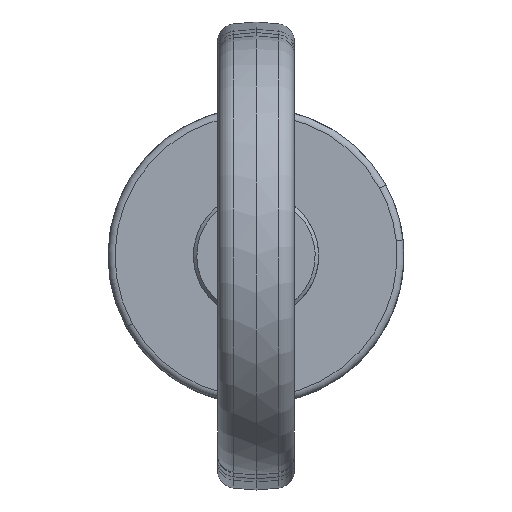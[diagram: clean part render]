
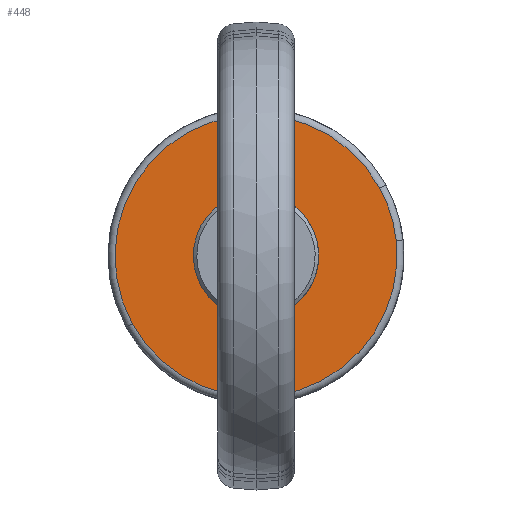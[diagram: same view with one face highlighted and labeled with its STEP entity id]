
A CAD part, top view. The second image highlights one B-rep face of the part: STEP entity #448.
In plain terms, the highlighted planar face has unit normal (0, 0, 1).
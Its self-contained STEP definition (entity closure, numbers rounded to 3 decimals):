
#373=CARTESIAN_POINT('Vertex',(-8.63,-15.796,-91.3)) ;
#376=CARTESIAN_POINT('Axis2P3D Location',(0.,0.,-91.3)) ;
#380=CARTESIAN_POINT('Vertex',(8.63,15.796,-91.3)) ;
#401=CARTESIAN_POINT('Axis2P3D Location',(0.,0.,-91.3)) ;
#413=CARTESIAN_POINT('Axis2P3D Location',(42.5,0.,-91.3)) ;
#418=CARTESIAN_POINT('Axis2P3D Location',(0.,0.,-91.3)) ;
#422=CARTESIAN_POINT('Vertex',(-35.542,-19.417,-91.3)) ;
#424=CARTESIAN_POINT('Vertex',(40.261,4.397,-91.3)) ;
#427=CARTESIAN_POINT('Axis2P3D Location',(0.,0.,-91.3)) ;
#431=CARTESIAN_POINT('Vertex',(35.542,19.417,-91.3)) ;
#434=CARTESIAN_POINT('Axis2P3D Location',(0.,0.,-91.3)) ;
#377=DIRECTION('Axis2P3D Direction',(-0.,0.,-1.)) ;
#402=DIRECTION('Axis2P3D Direction',(-0.,0.,-1.)) ;
#414=DIRECTION('Axis2P3D Direction',(0.,0.,1.)) ;
#415=DIRECTION('Axis2P3D XDirection',(1.,0.,0.)) ;
#419=DIRECTION('Axis2P3D Direction',(0.,0.,1.)) ;
#428=DIRECTION('Axis2P3D Direction',(0.,0.,1.)) ;
#435=DIRECTION('Axis2P3D Direction',(0.,0.,1.)) ;
#378=AXIS2_PLACEMENT_3D('Circle Axis2P3D',#376,#377,$) ;
#403=AXIS2_PLACEMENT_3D('Circle Axis2P3D',#401,#402,$) ;
#416=AXIS2_PLACEMENT_3D('Plane Axis2P3D',#413,#414,#415) ;
#420=AXIS2_PLACEMENT_3D('Circle Axis2P3D',#418,#419,$) ;
#429=AXIS2_PLACEMENT_3D('Circle Axis2P3D',#427,#428,$) ;
#436=AXIS2_PLACEMENT_3D('Circle Axis2P3D',#434,#435,$) ;
#440=ORIENTED_EDGE('',*,*,#426,.T.) ;
#441=ORIENTED_EDGE('',*,*,#433,.T.) ;
#442=ORIENTED_EDGE('',*,*,#438,.T.) ;
#445=ORIENTED_EDGE('',*,*,#405,.T.) ;
#446=ORIENTED_EDGE('',*,*,#382,.T.) ;
#447=FACE_BOUND('',#444,.T.) ;
#448=ADVANCED_FACE('\X2\672C9AD4\X0\.2',(#443,#447),#417,.T.) ;
#379=CIRCLE('generated circle',#378,18.) ;
#404=CIRCLE('generated circle',#403,18.) ;
#421=CIRCLE('generated circle',#420,40.5) ;
#430=CIRCLE('generated circle',#429,40.5) ;
#437=CIRCLE('generated circle',#436,40.5) ;
#382=EDGE_CURVE('',#381,#374,#379,.T.) ;
#405=EDGE_CURVE('',#374,#381,#404,.T.) ;
#426=EDGE_CURVE('',#423,#425,#421,.T.) ;
#433=EDGE_CURVE('',#425,#432,#430,.T.) ;
#438=EDGE_CURVE('',#432,#423,#437,.T.) ;
#439=EDGE_LOOP('',(#440,#441,#442)) ;
#444=EDGE_LOOP('',(#445,#446)) ;
#443=FACE_OUTER_BOUND('',#439,.T.) ;
#417=PLANE('',#416) ;
#374=VERTEX_POINT('',#373) ;
#381=VERTEX_POINT('',#380) ;
#423=VERTEX_POINT('',#422) ;
#425=VERTEX_POINT('',#424) ;
#432=VERTEX_POINT('',#431) ;
